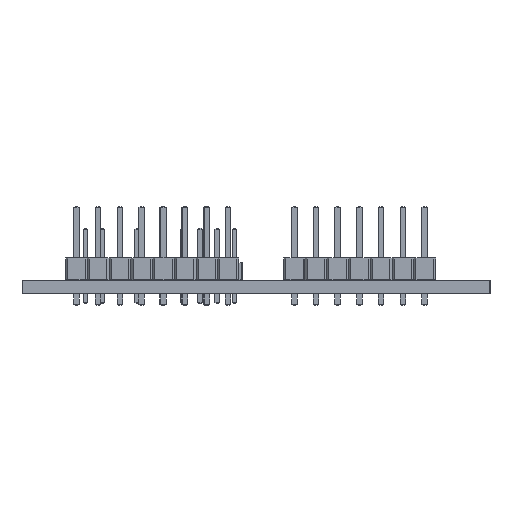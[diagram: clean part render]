
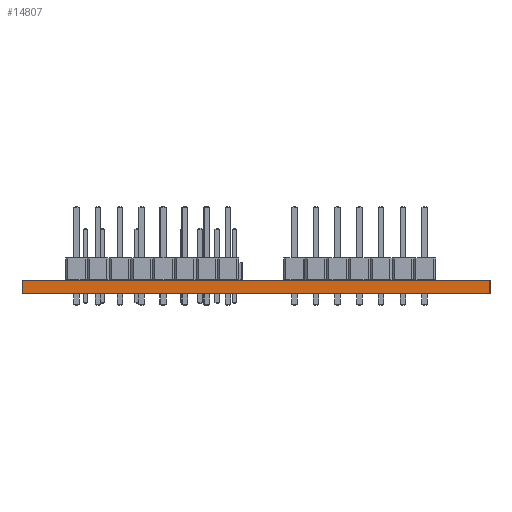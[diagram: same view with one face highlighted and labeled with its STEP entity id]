
A CAD part, left-side view. The second image highlights one B-rep face of the part: STEP entity #14807.
In plain terms, the highlighted planar face has unit normal (-1, 0, 0).
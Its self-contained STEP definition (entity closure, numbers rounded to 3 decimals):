
#14751 = VERTEX_POINT('',#14752);
#14752 = CARTESIAN_POINT('',(0.,0.,1.6));
#14758 = EDGE_CURVE('',#14759,#14751,#14761,.T.);
#14759 = VERTEX_POINT('',#14760);
#14760 = CARTESIAN_POINT('',(0.,-0.,0.));
#14761 = LINE('',#14762,#14763);
#14762 = CARTESIAN_POINT('',(0.,-0.,0.));
#14763 = VECTOR('',#14764,1.);
#14764 = DIRECTION('',(0.,0.,1.));
#14807 = ADVANCED_FACE('',(#14808),#14833,.T.);
#14808 = FACE_BOUND('',#14809,.T.);
#14809 = EDGE_LOOP('',(#14810,#14811,#14819,#14827));
#14810 = ORIENTED_EDGE('',*,*,#14758,.T.);
#14811 = ORIENTED_EDGE('',*,*,#14812,.T.);
#14812 = EDGE_CURVE('',#14751,#14813,#14815,.T.);
#14813 = VERTEX_POINT('',#14814);
#14814 = CARTESIAN_POINT('',(0.,54.61,1.6));
#14815 = LINE('',#14816,#14817);
#14816 = CARTESIAN_POINT('',(0.,0.,1.6));
#14817 = VECTOR('',#14818,1.);
#14818 = DIRECTION('',(0.,1.,0.));
#14819 = ORIENTED_EDGE('',*,*,#14820,.F.);
#14820 = EDGE_CURVE('',#14821,#14813,#14823,.T.);
#14821 = VERTEX_POINT('',#14822);
#14822 = CARTESIAN_POINT('',(0.,54.61,0.));
#14823 = LINE('',#14824,#14825);
#14824 = CARTESIAN_POINT('',(0.,54.61,0.));
#14825 = VECTOR('',#14826,1.);
#14826 = DIRECTION('',(0.,0.,1.));
#14827 = ORIENTED_EDGE('',*,*,#14828,.F.);
#14828 = EDGE_CURVE('',#14759,#14821,#14829,.T.);
#14829 = LINE('',#14830,#14831);
#14830 = CARTESIAN_POINT('',(0.,-0.,0.));
#14831 = VECTOR('',#14832,1.);
#14832 = DIRECTION('',(0.,1.,0.));
#14833 = PLANE('',#14834);
#14834 = AXIS2_PLACEMENT_3D('',#14835,#14836,#14837);
#14835 = CARTESIAN_POINT('',(0.,0.,0.));
#14836 = DIRECTION('',(-1.,0.,0.));
#14837 = DIRECTION('',(0.,1.,0.));
